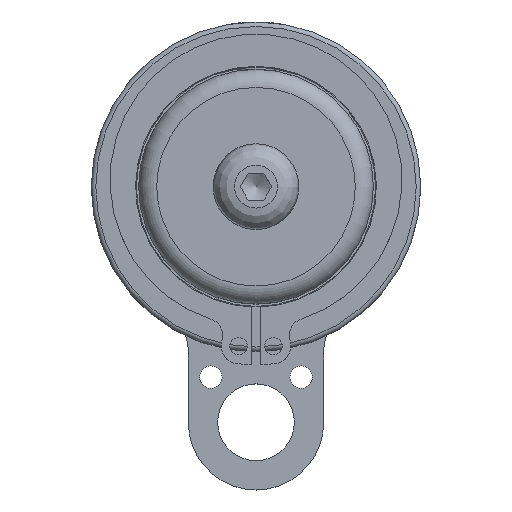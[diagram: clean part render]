
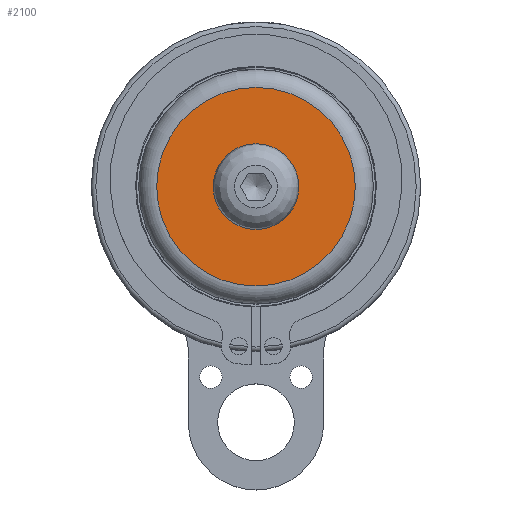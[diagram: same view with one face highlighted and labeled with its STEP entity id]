
A CAD part, top view. The second image highlights one B-rep face of the part: STEP entity #2100.
In plain terms, the highlighted planar face has unit normal (0, 0, 1).
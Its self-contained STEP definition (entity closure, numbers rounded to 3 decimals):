
#63=FACE_BOUND('',#581,.T.);
#114=PLANE('',#2354);
#445=FACE_OUTER_BOUND('',#580,.T.);
#580=EDGE_LOOP('',(#1780,#1781));
#581=EDGE_LOOP('',(#1782,#1783));
#644=CIRCLE('',#2154,2.5);
#648=CIRCLE('',#2158,2.5);
#760=CIRCLE('',#2355,11.);
#761=CIRCLE('',#2356,11.);
#810=VERTEX_POINT('',#3122);
#811=VERTEX_POINT('',#3123);
#969=VERTEX_POINT('',#3906);
#970=VERTEX_POINT('',#3907);
#1022=EDGE_CURVE('',#810,#811,#644,.T.);
#1027=EDGE_CURVE('',#811,#810,#648,.T.);
#1249=EDGE_CURVE('',#969,#970,#760,.T.);
#1250=EDGE_CURVE('',#970,#969,#761,.T.);
#1780=ORIENTED_EDGE('',*,*,#1249,.T.);
#1781=ORIENTED_EDGE('',*,*,#1250,.T.);
#1782=ORIENTED_EDGE('',*,*,#1022,.F.);
#1783=ORIENTED_EDGE('',*,*,#1027,.F.);
#2100=ADVANCED_FACE('',(#445,#63),#114,.T.);
#2154=AXIS2_PLACEMENT_3D('',#3124,#2436,#2437);
#2158=AXIS2_PLACEMENT_3D('',#3132,#2445,#2446);
#2354=AXIS2_PLACEMENT_3D('',#3905,#2915,#2916);
#2355=AXIS2_PLACEMENT_3D('',#3908,#2917,#2918);
#2356=AXIS2_PLACEMENT_3D('',#3909,#2919,#2920);
#2436=DIRECTION('center_axis',(0.,0.,
1.));
#2437=DIRECTION('ref_axis',(-1.,0.,0.));
#2445=DIRECTION('center_axis',(0.,0.,
1.));
#2446=DIRECTION('ref_axis',(-1.,0.,0.));
#2915=DIRECTION('center_axis',(0.,0.,
1.));
#2916=DIRECTION('ref_axis',(1.,0.,0.));
#2917=DIRECTION('center_axis',(0.,0.,
1.));
#2918=DIRECTION('ref_axis',(-1.,0.,0.));
#2919=DIRECTION('center_axis',(0.,0.,
1.));
#2920=DIRECTION('ref_axis',(-1.,0.,0.));
#3122=CARTESIAN_POINT('',(0.,2.5,88.25));
#3123=CARTESIAN_POINT('',(0.,-2.5,88.25));
#3124=CARTESIAN_POINT('Origin',(0.,0.,
88.25));
#3132=CARTESIAN_POINT('Origin',(0.,0.,
88.25));
#3905=CARTESIAN_POINT('Origin',(0.,2.5,
88.25));
#3906=CARTESIAN_POINT('',(0.,11.,88.25));
#3907=CARTESIAN_POINT('',(-11.,0.,88.25));
#3908=CARTESIAN_POINT('Origin',(0.,0.,
88.25));
#3909=CARTESIAN_POINT('Origin',(0.,0.,
88.25));
